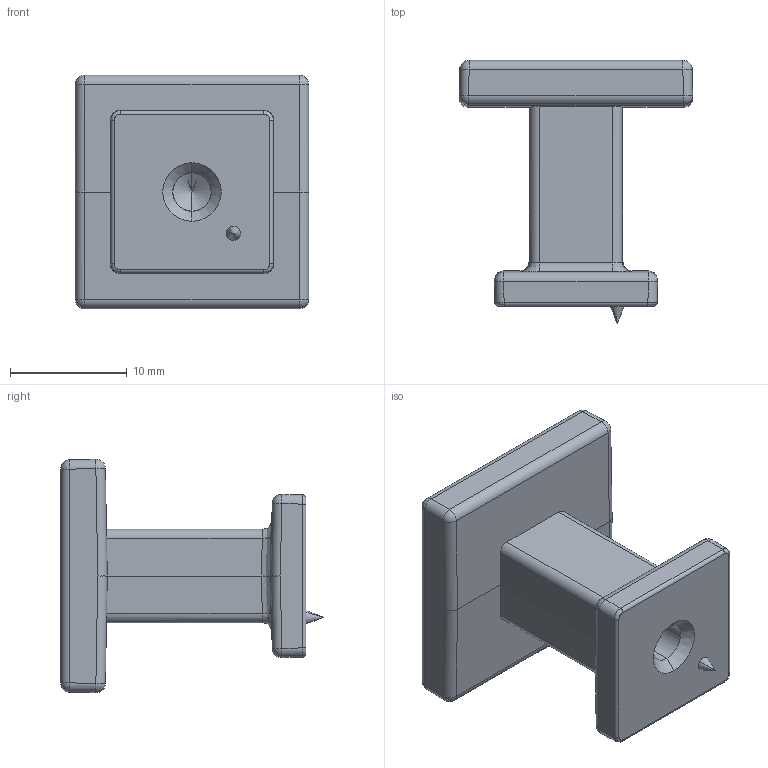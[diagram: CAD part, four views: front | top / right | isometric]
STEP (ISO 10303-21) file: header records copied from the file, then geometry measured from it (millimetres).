
FILE_DESCRIPTION(('Creo Elements/Direct Modeling STEP Export'),'2;1');
FILE_NAME('2506-20.stp','2021-09-21T16:30:40',(''),(''),'Creo Elements/Direct Modeling STEP processor for AP214 (Solid Model)','Creo Elements/Direct Modeling 20.0 12-Nov-2016 (C) Parametric Technology GmbH','');
FILE_SCHEMA(('AUTOMOTIVE_DESIGN { 1 0 10303 214 1 1 1 1 }'));
Length unit declared in the file: millimetre
Products named in the file (2): Knopf_1; ZN-11133
Assembly tree (1 placements, depth 2):
  ZN-11133
    Knopf_1
Bounding box: 19.97 x 22.5 x 19.97 mm (x, y, z)
Volume: 2890.2 mm3; surface area: 1958.1 mm2
Topology: 1 solids, 1 shells, 89 faces, 207 edges, 107 vertices
Faces by surface type: cylinder 38, plane 21, sphere 12, bspline 12, cone 6
Entity records: 3320 total; most frequent: CARTESIAN_POINT 1436, ORIENTED_EDGE 382, DIRECTION 378, EDGE_CURVE 191, AXIS2_PLACEMENT_3D 141, VERTEX_POINT 107, VECTOR 96, LINE 96
